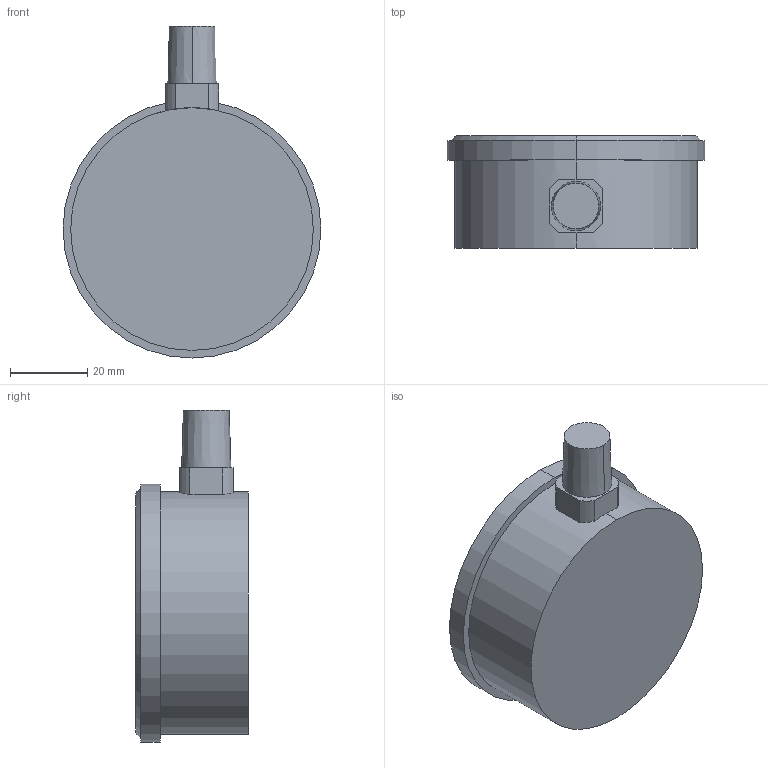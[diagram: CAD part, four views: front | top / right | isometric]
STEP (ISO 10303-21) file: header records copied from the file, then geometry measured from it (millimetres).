
FILE_DESCRIPTION (( 'STEP AP203' ), '1' );
FILE_NAME ('6088.STEP', '2019-06-05T15:56:13', ( 'IT' ), ( 'Microsoft' ), 'SwSTEP 2.0', 'SolidWorks 2018', '' );
FILE_SCHEMA (( 'CONFIG_CONTROL_DESIGN' ));
Length unit declared in the file: inch
Products named in the file (1): 6088
Bounding box: 66.93 x 29.21 x 86.17 mm (x, y, z)
Surface area: 14907.1 mm2 (no closed solid volume)
Topology: 0 solids, 21 shells, 888 faces, 3088 edges, 2156 vertices
Faces by surface type: plane 498, bspline 328, cylinder 56, cone 6
Entity records: 59029 total; most frequent: CARTESIAN_POINT 35467, ORIENTED_EDGE 5121, DIRECTION 3447, EDGE_CURVE 3088, VERTEX_POINT 2156, VECTOR 2051, LINE 2051, EDGE_LOOP 1017
